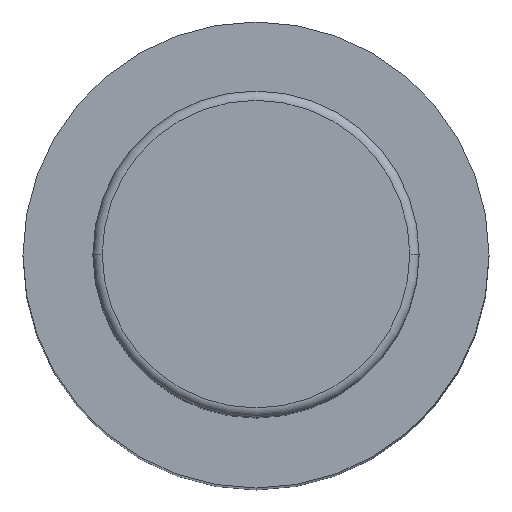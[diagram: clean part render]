
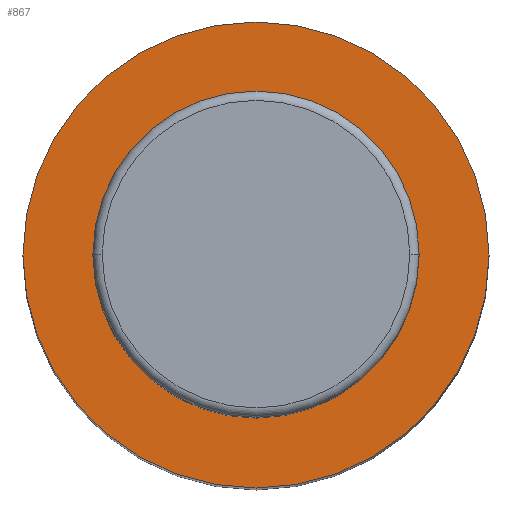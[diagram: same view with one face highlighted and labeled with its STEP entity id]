
A CAD part, top view. The second image highlights one B-rep face of the part: STEP entity #867.
In plain terms, the highlighted planar face has unit normal (0, 0, 1).
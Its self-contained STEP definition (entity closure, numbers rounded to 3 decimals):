
#92 = DIRECTION ( 'NONE',  ( 0., 0., -1. ) ) ;
#132 = CARTESIAN_POINT ( 'NONE',  ( 25., 0., 122. ) ) ;
#163 = AXIS2_PLACEMENT_3D ( 'NONE', #301, #950, #393 ) ;
#233 = EDGE_CURVE ( 'NONE', #652, #924, #637, .T. ) ;
#235 = CARTESIAN_POINT ( 'NONE',  ( -17.5, 0., 122. ) ) ;
#248 = CARTESIAN_POINT ( 'NONE',  ( -17.5, 0., 122. ) ) ;
#251 = VERTEX_POINT ( 'NONE', #1042 ) ;
#252 = AXIS2_PLACEMENT_3D ( 'NONE', #982, #434, #1073 ) ;
#255 = CIRCLE ( 'NONE', #252, 25. ) ;
#301 = CARTESIAN_POINT ( 'NONE',  ( 0., 0., 122. ) ) ;
#326 = DIRECTION ( 'NONE',  ( 0., 0., -1. ) ) ;
#393 = DIRECTION ( 'NONE',  ( -1., 0., 0. ) ) ;
#434 = DIRECTION ( 'NONE',  ( 0., 0., -1. ) ) ;
#439 = DIRECTION ( 'NONE',  ( 0., 0., 1. ) ) ;
#448 = EDGE_LOOP ( 'NONE', ( #638, #606 ) ) ;
#489 = FACE_OUTER_BOUND ( 'NONE', #803, .T. ) ;
#538 = PLANE ( 'NONE',  #594 ) ;
#582 = EDGE_CURVE ( 'NONE', #959, #251, #986, .T. ) ;
#594 = AXIS2_PLACEMENT_3D ( 'NONE', #235, #439, #1075 ) ;
#599 = ORIENTED_EDGE ( 'NONE', *, *, #233, .F. ) ;
#606 = ORIENTED_EDGE ( 'NONE', *, *, #820, .T. ) ;
#637 = CIRCLE ( 'NONE', #163, 25. ) ;
#638 = ORIENTED_EDGE ( 'NONE', *, *, #582, .T. ) ;
#652 = VERTEX_POINT ( 'NONE', #1126 ) ;
#678 = CARTESIAN_POINT ( 'NONE',  ( 0., 0., 122. ) ) ;
#713 = FACE_BOUND ( 'NONE', #448, .T. ) ;
#773 = DIRECTION ( 'NONE',  ( -1., 0., 0. ) ) ;
#803 = EDGE_LOOP ( 'NONE', ( #599, #983 ) ) ;
#820 = EDGE_CURVE ( 'NONE', #251, #959, #855, .T. ) ;
#855 = CIRCLE ( 'NONE', #1199, 17.5 ) ;
#861 = EDGE_CURVE ( 'NONE', #924, #652, #255, .T. ) ;
#867 = ADVANCED_FACE ( 'NONE', ( #713, #489 ), #538, .T. ) ;
#889 = CARTESIAN_POINT ( 'NONE',  ( 0., 0., 122. ) ) ;
#924 = VERTEX_POINT ( 'NONE', #132 ) ;
#950 = DIRECTION ( 'NONE',  ( 0., 0., -1. ) ) ;
#959 = VERTEX_POINT ( 'NONE', #248 ) ;
#974 = DIRECTION ( 'NONE',  ( -1., 0., 0. ) ) ;
#982 = CARTESIAN_POINT ( 'NONE',  ( 0., 0., 122. ) ) ;
#983 = ORIENTED_EDGE ( 'NONE', *, *, #861, .F. ) ;
#986 = CIRCLE ( 'NONE', #1161, 17.5 ) ;
#1042 = CARTESIAN_POINT ( 'NONE',  ( 17.5, 0., 122. ) ) ;
#1073 = DIRECTION ( 'NONE',  ( -1., 0., 0. ) ) ;
#1075 = DIRECTION ( 'NONE',  ( 1., 0., 0. ) ) ;
#1126 = CARTESIAN_POINT ( 'NONE',  ( -25., 0., 122. ) ) ;
#1161 = AXIS2_PLACEMENT_3D ( 'NONE', #678, #92, #773 ) ;
#1199 = AXIS2_PLACEMENT_3D ( 'NONE', #889, #326, #974 ) ;
